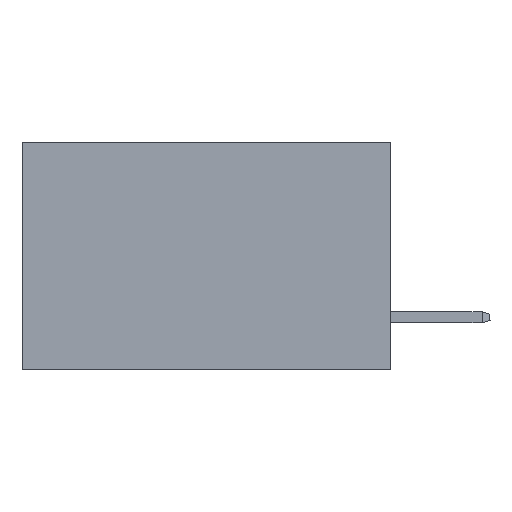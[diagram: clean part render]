
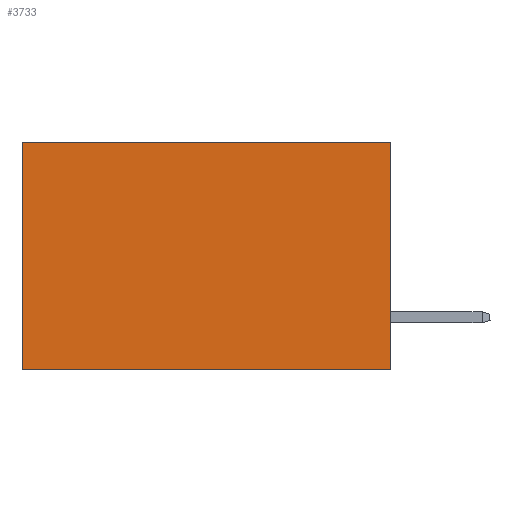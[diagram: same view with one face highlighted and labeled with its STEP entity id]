
A CAD part, left-side view. The second image highlights one B-rep face of the part: STEP entity #3733.
In plain terms, the highlighted planar face has unit normal (-1, 0, 0).
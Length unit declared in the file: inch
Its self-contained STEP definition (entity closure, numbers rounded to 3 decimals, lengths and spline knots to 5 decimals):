
#802 = DIRECTION ( 'NONE',  ( 0., 1., 0. ) ) ;
#3356 = CARTESIAN_POINT ( 'NONE',  ( 0.2875, 0., -0.37 ) ) ;
#3733 = ADVANCED_FACE ( 'NONE', ( #38872 ), #38081, .F. ) ;
#4267 = LINE ( 'NONE', #39870, #11798 ) ;
#4636 = VERTEX_POINT ( 'NONE', #34497 ) ;
#6867 = DIRECTION ( 'NONE',  ( 0., 0., -1. ) ) ;
#7927 = VECTOR ( 'NONE', #22659, 39.37008 ) ;
#8074 = ORIENTED_EDGE ( 'NONE', *, *, #16628, .F. ) ;
#11451 = VECTOR ( 'NONE', #31076, 39.37008 ) ;
#11798 = VECTOR ( 'NONE', #22732, 39.37008 ) ;
#12810 = LINE ( 'NONE', #43205, #7927 ) ;
#16572 = ORIENTED_EDGE ( 'NONE', *, *, #20114, .T. ) ;
#16628 = EDGE_CURVE ( 'NONE', #4636, #29619, #4267, .T. ) ;
#17157 = CARTESIAN_POINT ( 'NONE',  ( 0.2875, 0.6, 0. ) ) ;
#18500 = EDGE_LOOP ( 'NONE', ( #38751, #31360, #8074, #16572 ) ) ;
#19889 = VERTEX_POINT ( 'NONE', #42427 ) ;
#20114 = EDGE_CURVE ( 'NONE', #4636, #19889, #22229, .T. ) ;
#20157 = CARTESIAN_POINT ( 'NONE',  ( 0.2875, 0.6, -0.37 ) ) ;
#20242 = DIRECTION ( 'NONE',  ( 1., 0., 0. ) ) ;
#21546 = CARTESIAN_POINT ( 'NONE',  ( 0.2875, 0., 0. ) ) ;
#22229 = LINE ( 'NONE', #21546, #38325 ) ;
#22659 = DIRECTION ( 'NONE',  ( 0., 1., 0. ) ) ;
#22732 = DIRECTION ( 'NONE',  ( 0., 0., -1. ) ) ;
#23330 = VERTEX_POINT ( 'NONE', #20157 ) ;
#27398 = CARTESIAN_POINT ( 'NONE',  ( 0.2875, 0., 0. ) ) ;
#29619 = VERTEX_POINT ( 'NONE', #3356 ) ;
#31076 = DIRECTION ( 'NONE',  ( 0., 0., -1. ) ) ;
#31360 = ORIENTED_EDGE ( 'NONE', *, *, #41177, .F. ) ;
#31641 = AXIS2_PLACEMENT_3D ( 'NONE', #27398, #20242, #6867 ) ;
#34497 = CARTESIAN_POINT ( 'NONE',  ( 0.2875, 0., 0. ) ) ;
#38081 = PLANE ( 'NONE',  #31641 ) ;
#38325 = VECTOR ( 'NONE', #802, 39.37008 ) ;
#38751 = ORIENTED_EDGE ( 'NONE', *, *, #43385, .T. ) ;
#38872 = FACE_OUTER_BOUND ( 'NONE', #18500, .T. ) ;
#39870 = CARTESIAN_POINT ( 'NONE',  ( 0.2875, 0., 0. ) ) ;
#41177 = EDGE_CURVE ( 'NONE', #29619, #23330, #12810, .T. ) ;
#42427 = CARTESIAN_POINT ( 'NONE',  ( 0.2875, 0.6, 0. ) ) ;
#43205 = CARTESIAN_POINT ( 'NONE',  ( 0.2875, 0., -0.37 ) ) ;
#43385 = EDGE_CURVE ( 'NONE', #19889, #23330, #44182, .T. ) ;
#44182 = LINE ( 'NONE', #17157, #11451 ) ;
